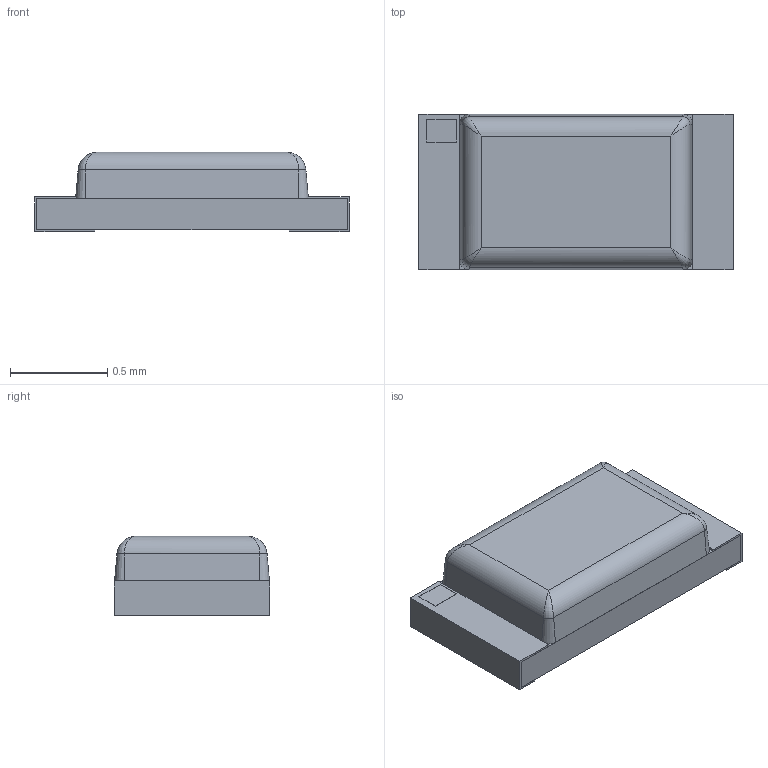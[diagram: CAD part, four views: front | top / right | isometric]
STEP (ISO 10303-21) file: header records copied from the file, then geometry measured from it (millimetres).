
FILE_DESCRIPTION (( 'STEP AP214' ), '1' );
FILE_NAME ('LED0603-RD_BLUE.STEP', '2021-09-14T07:19:47', ( 'PC' ), ( 'Microsoft' ), 'SwSTEP 2.0', 'SolidWorks 2018', '' );
FILE_SCHEMA (( 'AUTOMOTIVE_DESIGN' ));
Length unit declared in the file: millimetre
Products named in the file (2): LED0603-RD_BLUE
Bounding box: 1.62 x 0.8 x 0.41 mm (x, y, z)
Volume: 0.4 mm3; surface area: 8 mm2
Topology: 4 solids, 4 shells, 121 faces, 304 edges, 196 vertices
Faces by surface type: plane 95, bspline 18, cone 4, cylinder 4
Entity records: 6005 total; most frequent: CARTESIAN_POINT 1849, ORIENTED_EDGE 600, DIRECTION 474, EDGE_CURVE 300, LINE 256, VECTOR 256, VERTEX_POINT 196, EDGE_LOOP 130
